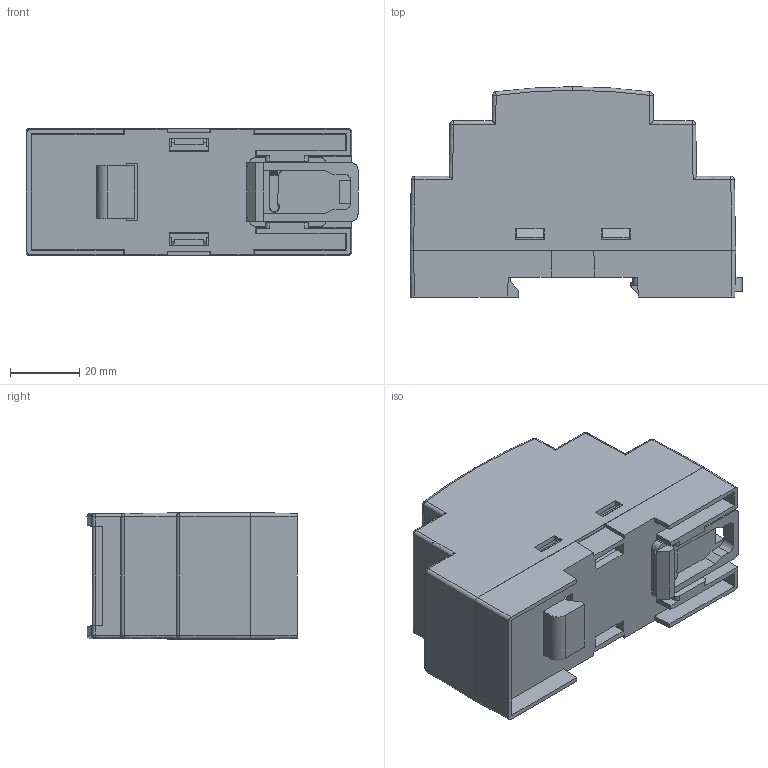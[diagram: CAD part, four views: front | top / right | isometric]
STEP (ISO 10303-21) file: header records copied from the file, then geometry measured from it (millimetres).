
FILE_DESCRIPTION(('FreeCAD Model'),'2;1');
FILE_NAME('Open CASCADE Shape Model','2025-04-29T18:35:11',('FreeCAD'),( 'FreeCAD'),'Open CASCADE STEP processor 7.6','FreeCAD','Unknown');
FILE_SCHEMA(('AUTOMOTIVE_DESIGN { 1 0 10303 214 1 1 1 1 }'));
Length unit declared in the file: millimetre
Products named in the file (1): Open CASCADE STEP translator 7.6 1
Bounding box: 95.9 x 60.73 x 36.64 mm (x, y, z)
Volume: 38929.5 mm3; surface area: 44581.6 mm2
Topology: 4 solids, 4 shells, 443 faces, 1247 edges, 808 vertices
Faces by surface type: bspline 443
Entity records: 13560 total; most frequent: CARTESIAN_POINT 6260, ORIENTED_EDGE 2478, EDGE_CURVE 1239, B_SPLINE_CURVE_WITH_KNOTS 1038, VERTEX_POINT 808, FACE_BOUND 471, EDGE_LOOP 471, ADVANCED_FACE 443
